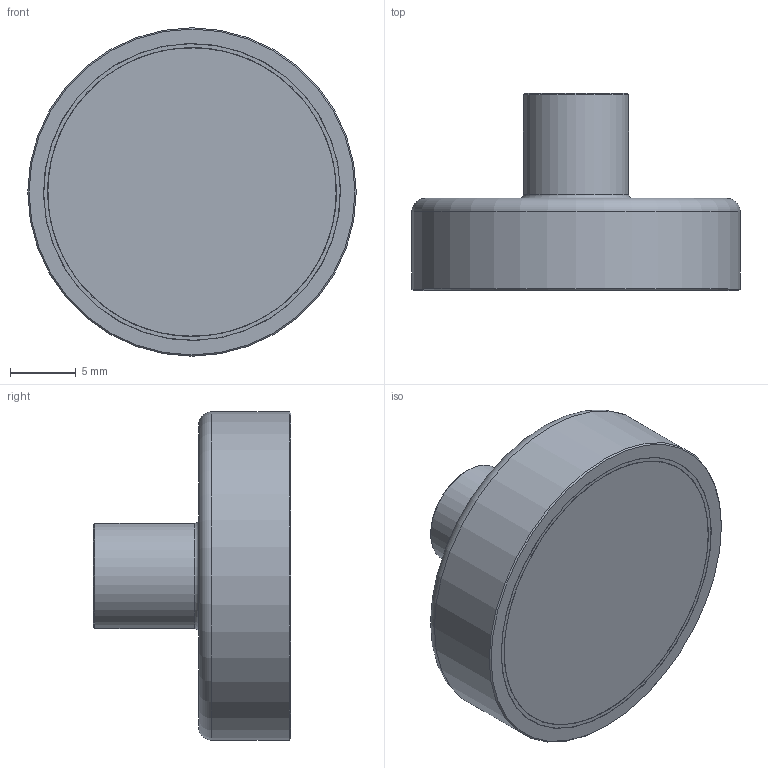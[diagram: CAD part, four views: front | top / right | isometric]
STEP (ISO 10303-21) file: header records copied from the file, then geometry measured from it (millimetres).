
FILE_DESCRIPTION(/* description */ (''),/* implementation_level */ '2;1');
FILE_NAME(/* name */ 'GM16505.stp',/* time_stamp */ '2019-09-25T09:40:47+02:00',/* author */ ('PV'),/* organization */ (''),/* preprocessor_version */ 'ST-DEVELOPER v17.2',/* originating_system */ 'Autodesk Inventor 2019',/* authorisation */ '');
FILE_SCHEMA (('AUTOMOTIVE_DESIGN { 1 0 10303 214 3 1 1 }'));
Length unit declared in the file: millimetre
Products named in the file (4): GM16505; E0122945; E0122944; E0122943
Assembly tree (3 placements, depth 2):
  GM16505
    E0122945
    E0122944
    E0122943
Bounding box: 25 x 15 x 25 mm (x, y, z)
Volume: 3753.2 mm3; surface area: 3963.3 mm2
Topology: 3 solids, 3 shells, 22 faces, 47 edges, 34 vertices
Faces by surface type: plane 9, cylinder 7, torus 4, cone 2
Full cylindrical faces by diameter (mm): 3.3 x1, 8 x1, 22 x2, 22.6 x2, 25 x1
Entity records: 801 total; most frequent: DIRECTION 143, CARTESIAN_POINT 110, ORIENTED_EDGE 94, AXIS2_PLACEMENT_3D 67, EDGE_CURVE 47, CIRCLE 38, VERTEX_POINT 34, EDGE_LOOP 27
